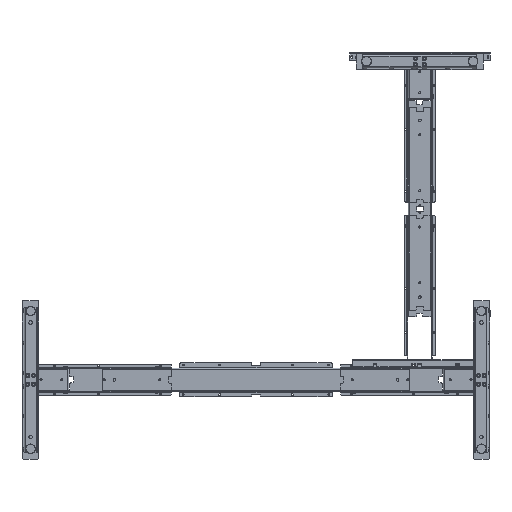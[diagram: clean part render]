
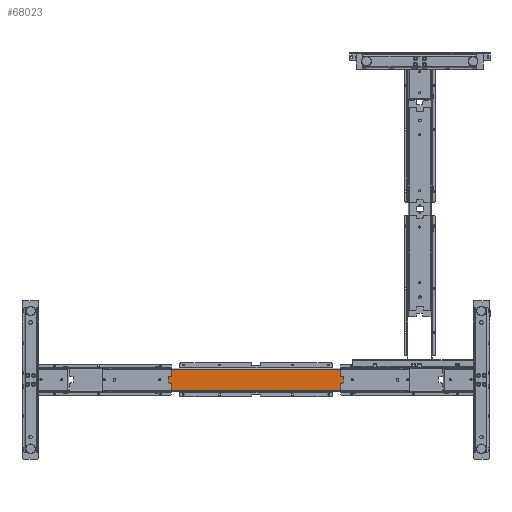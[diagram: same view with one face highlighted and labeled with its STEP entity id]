
A CAD part, front view. The second image highlights one B-rep face of the part: STEP entity #68023.
In plain terms, the highlighted planar face has unit normal (0, -1, 0).
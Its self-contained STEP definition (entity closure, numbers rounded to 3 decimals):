
#1255 = CARTESIAN_POINT ( 'NONE',  ( 545., 660., -5. ) ) ;
#1977 = CARTESIAN_POINT ( 'NONE',  ( 590., 660., -41. ) ) ;
#2607 = CARTESIAN_POINT ( 'NONE',  ( -545., 660., -5. ) ) ;
#2675 = CARTESIAN_POINT ( 'NONE',  ( -545., 660., 5. ) ) ;
#5722 = DIRECTION ( 'NONE',  ( 0., 1., 0. ) ) ;
#11398 = ORIENTED_EDGE ( 'NONE', *, *, #88233, .T. ) ;
#18026 = EDGE_CURVE ( 'NONE', #47449, #87249, #20490, .T. ) ;
#20473 = DIRECTION ( 'NONE',  ( 0., 0., 1. ) ) ;
#20490 = LINE ( 'NONE', #95795, #33927 ) ;
#21539 = VERTEX_POINT ( 'NONE', #28013 ) ;
#21920 = AXIS2_PLACEMENT_3D ( 'NONE', #106745, #32036, #69686 ) ;
#22400 = ORIENTED_EDGE ( 'NONE', *, *, #109638, .T. ) ;
#22427 = ORIENTED_EDGE ( 'NONE', *, *, #36628, .T. ) ;
#23952 = VERTEX_POINT ( 'NONE', #1255 ) ;
#26702 = DIRECTION ( 'NONE',  ( 0., -1., 0. ) ) ;
#28013 = CARTESIAN_POINT ( 'NONE',  ( 545., 660., 5. ) ) ;
#28558 = LINE ( 'NONE', #85927, #68275 ) ;
#29154 = ORIENTED_EDGE ( 'NONE', *, *, #35128, .T. ) ;
#32036 = DIRECTION ( 'NONE',  ( 0., 1., 0. ) ) ;
#33927 = VECTOR ( 'NONE', #87121, 1000. ) ;
#34125 = DIRECTION ( 'NONE',  ( 0., 1., 0. ) ) ;
#35128 = EDGE_CURVE ( 'NONE', #81316, #76632, #101965, .T. ) ;
#36628 = EDGE_CURVE ( 'NONE', #21539, #23952, #48703, .T. ) ;
#38619 = ORIENTED_EDGE ( 'NONE', *, *, #75617, .F. ) ;
#39144 = EDGE_CURVE ( 'NONE', #74493, #89287, #85850, .T. ) ;
#45378 = EDGE_LOOP ( 'NONE', ( #22427, #102056 ) ) ;
#45821 = CARTESIAN_POINT ( 'NONE',  ( -545., 660., 0. ) ) ;
#47449 = VERTEX_POINT ( 'NONE', #101919 ) ;
#48703 = CIRCLE ( 'NONE', #105889, 5. ) ;
#51200 = VECTOR ( 'NONE', #76587, 1000. ) ;
#53884 = CARTESIAN_POINT ( 'NONE',  ( -590., 660., -41. ) ) ;
#55105 = DIRECTION ( 'NONE',  ( 0., 0., -1. ) ) ;
#57877 = ORIENTED_EDGE ( 'NONE', *, *, #39144, .F. ) ;
#61984 = CIRCLE ( 'NONE', #85676, 5. ) ;
#62408 = DIRECTION ( 'NONE',  ( 0., 0., 1. ) ) ;
#64354 = PLANE ( 'NONE',  #81264 ) ;
#66446 = EDGE_LOOP ( 'NONE', ( #11398, #29154 ) ) ;
#66757 = DIRECTION ( 'NONE',  ( 0., 0., 1. ) ) ;
#68023 = ADVANCED_FACE ( 'NONE', ( #121130, #84094, #73609 ), #64354, .T. ) ;
#68275 = VECTOR ( 'NONE', #95817, 1000. ) ;
#69686 = DIRECTION ( 'NONE',  ( 0., 0., 1. ) ) ;
#71500 = CARTESIAN_POINT ( 'NONE',  ( -590., 660., 41. ) ) ;
#73609 = FACE_OUTER_BOUND ( 'NONE', #80368, .T. ) ;
#74493 = VERTEX_POINT ( 'NONE', #85895 ) ;
#75617 = EDGE_CURVE ( 'NONE', #89287, #87249, #28558, .T. ) ;
#76587 = DIRECTION ( 'NONE',  ( -1., 0., 0. ) ) ;
#76632 = VERTEX_POINT ( 'NONE', #2675 ) ;
#80368 = EDGE_LOOP ( 'NONE', ( #38619, #57877, #22400, #119147 ) ) ;
#81015 = DIRECTION ( 'NONE',  ( 0., 1., 0. ) ) ;
#81264 = AXIS2_PLACEMENT_3D ( 'NONE', #111287, #26702, #55105 ) ;
#81316 = VERTEX_POINT ( 'NONE', #2607 ) ;
#84094 = FACE_BOUND ( 'NONE', #45378, .T. ) ;
#85676 = AXIS2_PLACEMENT_3D ( 'NONE', #45821, #81015, #66757 ) ;
#85850 = LINE ( 'NONE', #1977, #51200 ) ;
#85895 = CARTESIAN_POINT ( 'NONE',  ( 590., 660., -41. ) ) ;
#85927 = CARTESIAN_POINT ( 'NONE',  ( -590., 660., 45. ) ) ;
#87121 = DIRECTION ( 'NONE',  ( -1., 0., 0. ) ) ;
#87249 = VERTEX_POINT ( 'NONE', #71500 ) ;
#88233 = EDGE_CURVE ( 'NONE', #76632, #81316, #61984, .T. ) ;
#89287 = VERTEX_POINT ( 'NONE', #53884 ) ;
#89948 = EDGE_CURVE ( 'NONE', #23952, #21539, #90910, .T. ) ;
#90910 = CIRCLE ( 'NONE', #21920, 5. ) ;
#93775 = VECTOR ( 'NONE', #20473, 1000. ) ;
#94130 = AXIS2_PLACEMENT_3D ( 'NONE', #118681, #34125, #109462 ) ;
#94577 = CARTESIAN_POINT ( 'NONE',  ( 590., 660., 45. ) ) ;
#95795 = CARTESIAN_POINT ( 'NONE',  ( 590., 660., 41. ) ) ;
#95817 = DIRECTION ( 'NONE',  ( 0., 0., 1. ) ) ;
#99489 = CARTESIAN_POINT ( 'NONE',  ( 545., 660., 0. ) ) ;
#101919 = CARTESIAN_POINT ( 'NONE',  ( 590., 660., 41. ) ) ;
#101965 = CIRCLE ( 'NONE', #94130, 5. ) ;
#102056 = ORIENTED_EDGE ( 'NONE', *, *, #89948, .T. ) ;
#105889 = AXIS2_PLACEMENT_3D ( 'NONE', #99489, #5722, #62408 ) ;
#106745 = CARTESIAN_POINT ( 'NONE',  ( 545., 660., 0. ) ) ;
#109462 = DIRECTION ( 'NONE',  ( 0., 0., 1. ) ) ;
#109638 = EDGE_CURVE ( 'NONE', #74493, #47449, #114291, .T. ) ;
#111287 = CARTESIAN_POINT ( 'NONE',  ( 590., 660., 45. ) ) ;
#114291 = LINE ( 'NONE', #94577, #93775 ) ;
#118681 = CARTESIAN_POINT ( 'NONE',  ( -545., 660., 0. ) ) ;
#119147 = ORIENTED_EDGE ( 'NONE', *, *, #18026, .T. ) ;
#121130 = FACE_BOUND ( 'NONE', #66446, .T. ) ;
